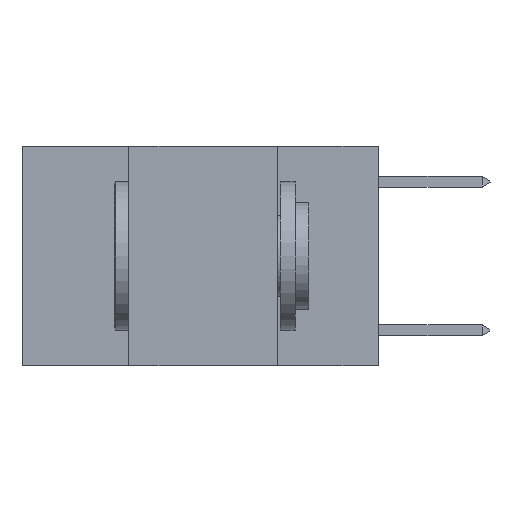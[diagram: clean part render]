
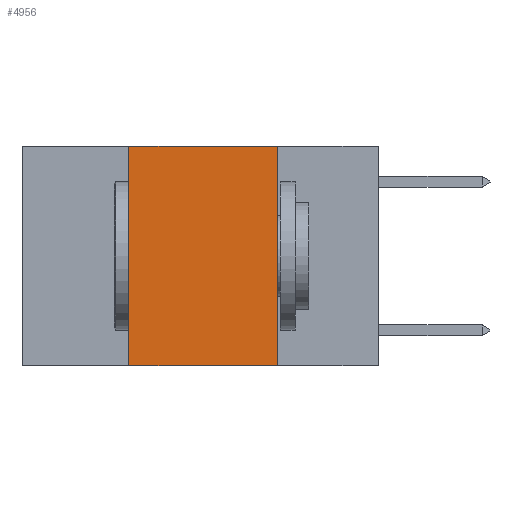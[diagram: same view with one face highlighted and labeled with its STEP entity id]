
A CAD part, left-side view. The second image highlights one B-rep face of the part: STEP entity #4956.
In plain terms, the highlighted planar face has unit normal (-1, 0, 0).
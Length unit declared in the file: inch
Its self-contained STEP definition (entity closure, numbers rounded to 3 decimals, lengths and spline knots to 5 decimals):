
#71 = VECTOR ( 'NONE', #5306, 39.37008 ) ;
#106 = EDGE_CURVE ( 'NONE', #3600, #3400, #9196, .T. ) ;
#386 = FACE_OUTER_BOUND ( 'NONE', #8259, .T. ) ;
#656 = ORIENTED_EDGE ( 'NONE', *, *, #106, .F. ) ;
#1017 = LINE ( 'NONE', #2545, #71 ) ;
#1244 = DIRECTION ( 'NONE',  ( 0., -1., 0. ) ) ;
#1264 = DIRECTION ( 'NONE',  ( 0., 0., -1. ) ) ;
#1347 = AXIS2_PLACEMENT_3D ( 'NONE', #6439, #8855, #1264 ) ;
#1480 = CARTESIAN_POINT ( 'NONE',  ( 0., 0.17, 0. ) ) ;
#1580 = VERTEX_POINT ( 'NONE', #8156 ) ;
#2195 = LINE ( 'NONE', #9074, #9739 ) ;
#2545 = CARTESIAN_POINT ( 'NONE',  ( 0., 0.42, 0. ) ) ;
#2721 = ORIENTED_EDGE ( 'NONE', *, *, #7748, .F. ) ;
#2813 = LINE ( 'NONE', #10576, #8821 ) ;
#3400 = VERTEX_POINT ( 'NONE', #5784 ) ;
#3600 = VERTEX_POINT ( 'NONE', #5599 ) ;
#3848 = ORIENTED_EDGE ( 'NONE', *, *, #7170, .T. ) ;
#4678 = DIRECTION ( 'NONE',  ( 0., -1., 0. ) ) ;
#4956 = ADVANCED_FACE ( 'NONE', ( #386 ), #5429, .F. ) ;
#5306 = DIRECTION ( 'NONE',  ( 0., 0., 1. ) ) ;
#5429 = PLANE ( 'NONE',  #1347 ) ;
#5599 = CARTESIAN_POINT ( 'NONE',  ( 0., 0.17, 0. ) ) ;
#5784 = CARTESIAN_POINT ( 'NONE',  ( 0., 0.17, -0.37 ) ) ;
#6439 = CARTESIAN_POINT ( 'NONE',  ( 0., 0.6, 0. ) ) ;
#6703 = DIRECTION ( 'NONE',  ( 0., 0., -1. ) ) ;
#6812 = VERTEX_POINT ( 'NONE', #8053 ) ;
#7170 = EDGE_CURVE ( 'NONE', #6812, #3400, #2813, .T. ) ;
#7330 = ORIENTED_EDGE ( 'NONE', *, *, #10782, .F. ) ;
#7748 = EDGE_CURVE ( 'NONE', #1580, #3600, #2195, .T. ) ;
#8053 = CARTESIAN_POINT ( 'NONE',  ( 0., 0.42, -0.37 ) ) ;
#8156 = CARTESIAN_POINT ( 'NONE',  ( 0., 0.42, 0. ) ) ;
#8259 = EDGE_LOOP ( 'NONE', ( #656, #2721, #7330, #3848 ) ) ;
#8821 = VECTOR ( 'NONE', #1244, 39.37008 ) ;
#8855 = DIRECTION ( 'NONE',  ( 1., 0., 0. ) ) ;
#9074 = CARTESIAN_POINT ( 'NONE',  ( 0., 0.6, 0. ) ) ;
#9196 = LINE ( 'NONE', #1480, #10453 ) ;
#9739 = VECTOR ( 'NONE', #4678, 39.37008 ) ;
#10453 = VECTOR ( 'NONE', #6703, 39.37008 ) ;
#10576 = CARTESIAN_POINT ( 'NONE',  ( 0., 0.6, -0.37 ) ) ;
#10782 = EDGE_CURVE ( 'NONE', #6812, #1580, #1017, .T. ) ;
